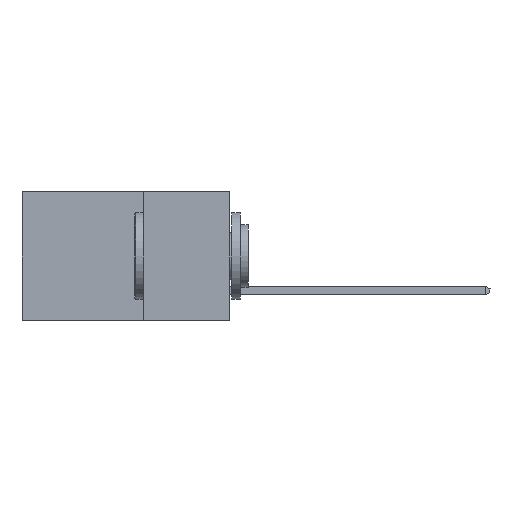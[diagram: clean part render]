
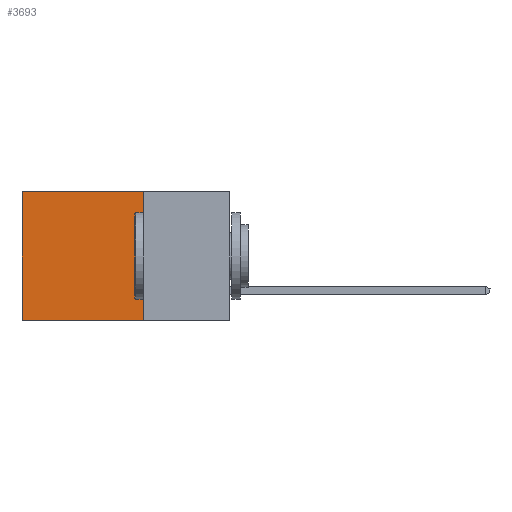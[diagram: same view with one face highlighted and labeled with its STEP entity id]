
A CAD part, left-side view. The second image highlights one B-rep face of the part: STEP entity #3693.
In plain terms, the highlighted planar face has unit normal (-1, 0, 0).
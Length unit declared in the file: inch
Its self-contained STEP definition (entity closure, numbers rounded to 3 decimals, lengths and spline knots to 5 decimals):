
#77 = CARTESIAN_POINT ( 'NONE',  ( 0.2615, 0.25, 0. ) ) ;
#386 = DIRECTION ( 'NONE',  ( 0., 0., -1. ) ) ;
#745 = DIRECTION ( 'NONE',  ( 0., 0., -1. ) ) ;
#797 = CARTESIAN_POINT ( 'NONE',  ( 0.2615, 0.25, 0. ) ) ;
#1067 = CARTESIAN_POINT ( 'NONE',  ( 0.2615, 0.25, -0.37 ) ) ;
#1267 = DIRECTION ( 'NONE',  ( 1., 0., 0. ) ) ;
#1304 = CARTESIAN_POINT ( 'NONE',  ( 0.2615, 0.6, -0.37 ) ) ;
#1883 = ORIENTED_EDGE ( 'NONE', *, *, #10858, .T. ) ;
#2031 = VERTEX_POINT ( 'NONE', #797 ) ;
#2763 = PLANE ( 'NONE',  #8973 ) ;
#2817 = VERTEX_POINT ( 'NONE', #6637 ) ;
#2895 = ORIENTED_EDGE ( 'NONE', *, *, #9064, .T. ) ;
#3583 = LINE ( 'NONE', #4479, #9546 ) ;
#3643 = VERTEX_POINT ( 'NONE', #4161 ) ;
#3693 = ADVANCED_FACE ( 'NONE', ( #8708 ), #2763, .F. ) ;
#4140 = EDGE_CURVE ( 'NONE', #2817, #9800, #3583, .T. ) ;
#4161 = CARTESIAN_POINT ( 'NONE',  ( 0.2615, 0.6, 0. ) ) ;
#4169 = LINE ( 'NONE', #77, #10234 ) ;
#4479 = CARTESIAN_POINT ( 'NONE',  ( 0.2615, 0.25, -0.37 ) ) ;
#4525 = VECTOR ( 'NONE', #745, 39.37008 ) ;
#5027 = EDGE_CURVE ( 'NONE', #2031, #2817, #9478, .T. ) ;
#5261 = CARTESIAN_POINT ( 'NONE',  ( 0.2615, 0.25, -0.37 ) ) ;
#6637 = CARTESIAN_POINT ( 'NONE',  ( 0.2615, 0.25, -0.37 ) ) ;
#6773 = ORIENTED_EDGE ( 'NONE', *, *, #4140, .F. ) ;
#7183 = LINE ( 'NONE', #1304, #10385 ) ;
#7896 = DIRECTION ( 'NONE',  ( 0., 1., 0. ) ) ;
#8019 = CARTESIAN_POINT ( 'NONE',  ( 0.2615, 0.6, -0.37 ) ) ;
#8105 = DIRECTION ( 'NONE',  ( 0., 0., -1. ) ) ;
#8708 = FACE_OUTER_BOUND ( 'NONE', #9268, .T. ) ;
#8973 = AXIS2_PLACEMENT_3D ( 'NONE', #5261, #1267, #386 ) ;
#9064 = EDGE_CURVE ( 'NONE', #3643, #9800, #7183, .T. ) ;
#9268 = EDGE_LOOP ( 'NONE', ( #2895, #6773, #9736, #1883 ) ) ;
#9478 = LINE ( 'NONE', #1067, #4525 ) ;
#9546 = VECTOR ( 'NONE', #7896, 39.37008 ) ;
#9736 = ORIENTED_EDGE ( 'NONE', *, *, #5027, .F. ) ;
#9800 = VERTEX_POINT ( 'NONE', #8019 ) ;
#10154 = DIRECTION ( 'NONE',  ( 0., 1., 0. ) ) ;
#10234 = VECTOR ( 'NONE', #10154, 39.37008 ) ;
#10385 = VECTOR ( 'NONE', #8105, 39.37008 ) ;
#10858 = EDGE_CURVE ( 'NONE', #2031, #3643, #4169, .T. ) ;
